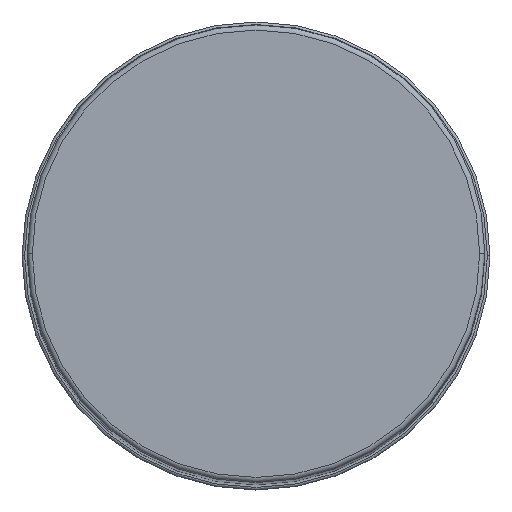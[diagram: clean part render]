
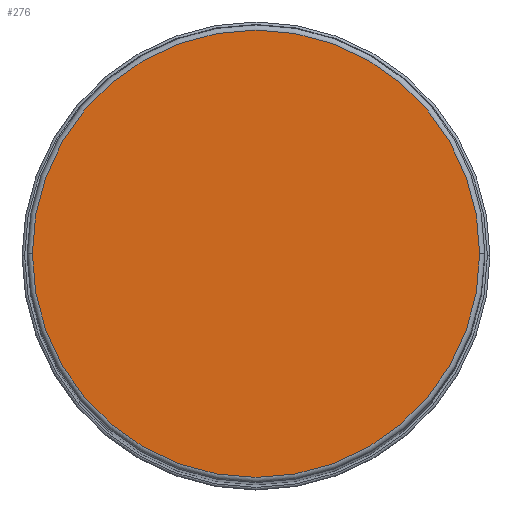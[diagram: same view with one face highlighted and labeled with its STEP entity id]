
A CAD part, top view. The second image highlights one B-rep face of the part: STEP entity #276.
In plain terms, the highlighted planar face has unit normal (0, 0, 1).
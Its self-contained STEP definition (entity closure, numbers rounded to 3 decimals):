
#1=CARTESIAN_POINT('',(0.,0.,0.));
#2=DIRECTION('',(0.,0.,-1.));
#3=DIRECTION('',(1.,0.,0.));
#4=AXIS2_PLACEMENT_3D('',#1,#2,#3);
#6=CARTESIAN_POINT('',(0.,0.,0.));
#7=DIRECTION('',(0.,0.,-1.));
#8=DIRECTION('',(-1.,0.,0.));
#9=AXIS2_PLACEMENT_3D('',#6,#7,#8);
#237=CARTESIAN_POINT('',(43.5,0.,0.));
#238=CARTESIAN_POINT('',(-43.5,0.,
0.));
#239=VERTEX_POINT('',#237);
#240=VERTEX_POINT('',#238);
#265=CARTESIAN_POINT('',(0.,0.,0.));
#266=DIRECTION('',(0.,0.,1.));
#267=DIRECTION('',(-1.,0.,0.));
#268=AXIS2_PLACEMENT_3D('',#265,#266,#267);
#269=PLANE('',#268);
#271=ORIENTED_EDGE('',*,*,#270,.T.);
#273=ORIENTED_EDGE('',*,*,#272,.T.);
#274=EDGE_LOOP('',(#271,#273));
#275=FACE_OUTER_BOUND('',#274,.F.);
#276=ADVANCED_FACE('',(#275),#269,.T.);
#5=CIRCLE('',#4,43.5);
#10=CIRCLE('',#9,43.5);
#270=EDGE_CURVE('',#239,#240,#5,.T.);
#272=EDGE_CURVE('',#240,#239,#10,.T.);
